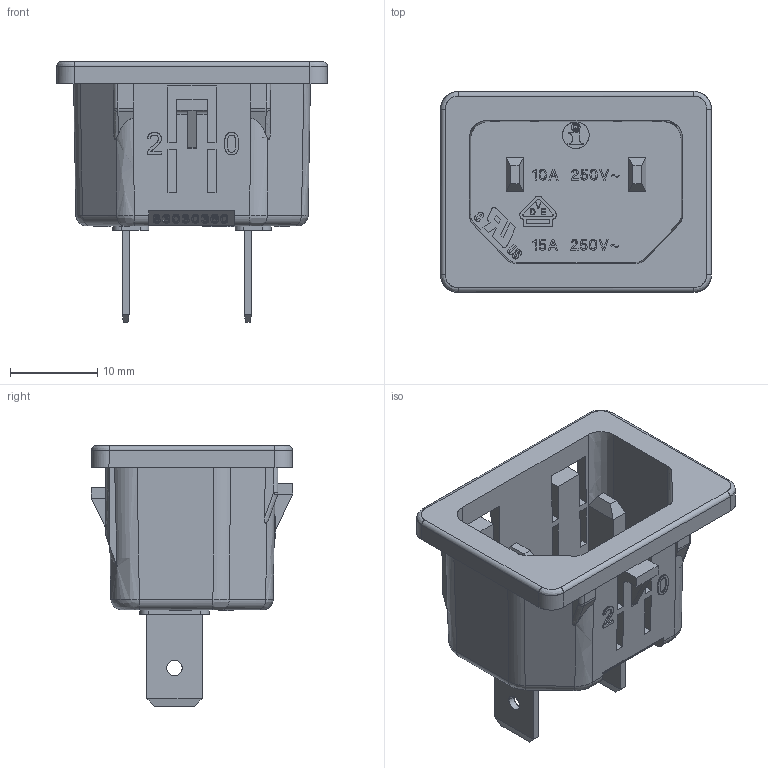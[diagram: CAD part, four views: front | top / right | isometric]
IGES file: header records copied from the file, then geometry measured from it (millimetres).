
Start section: SolidWorks IGES file using analytic representation for surfaces
Global section: file name: 83030360.IGS; native system: SolidWorks 2017; preprocessor: SolidWorks 2017; author: DGoodwin; date: 170714.142802; units: inch
Bounding box: 31 x 23.07 x 29.83 mm (x, y, z)
Surface area: 4990.8 mm2 (no closed solid volume)
Topology: 0 solids, 0 shells, 1302 faces, 9585 edges, 9585 vertices
Faces by surface type: bspline 1189, revolution 113
